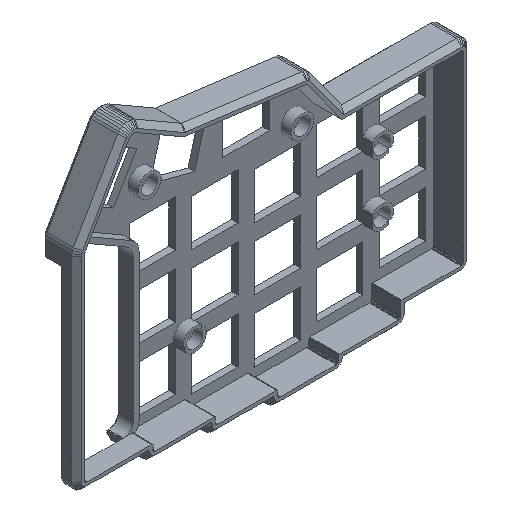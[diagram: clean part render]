
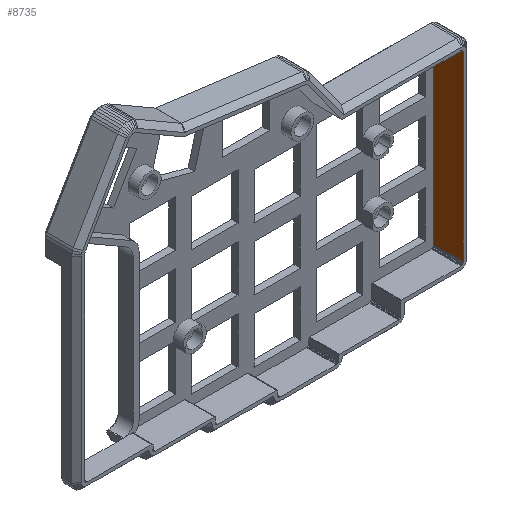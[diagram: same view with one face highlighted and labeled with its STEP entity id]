
A CAD part, isometric view. The second image highlights one B-rep face of the part: STEP entity #8735.
In plain terms, the highlighted planar face has unit normal (-1, 0, 0).
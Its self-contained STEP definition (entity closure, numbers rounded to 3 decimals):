
#382=FACE_OUTER_BOUND('',#901,.T.);
#901=EDGE_LOOP('',(#6936,#6937,#6938,#6939));
#1638=LINE('',#12803,#2835);
#1872=LINE('',#13319,#3069);
#1873=LINE('',#13322,#3070);
#1874=LINE('',#13323,#3071);
#2835=VECTOR('',#10312,10.);
#3069=VECTOR('',#10816,10.);
#3070=VECTOR('',#10819,10.);
#3071=VECTOR('',#10820,10.);
#3929=VERTEX_POINT('',#12800);
#3930=VERTEX_POINT('',#12802);
#4077=VERTEX_POINT('',#13317);
#4078=VERTEX_POINT('',#13321);
#4841=EDGE_CURVE('',#3929,#3930,#1638,.T.);
#5095=EDGE_CURVE('',#4077,#3930,#1872,.T.);
#5096=EDGE_CURVE('',#4078,#4077,#1873,.T.);
#5097=EDGE_CURVE('',#4078,#3929,#1874,.T.);
#6936=ORIENTED_EDGE('',*,*,#5096,.T.);
#6937=ORIENTED_EDGE('',*,*,#5095,.T.);
#6938=ORIENTED_EDGE('',*,*,#4841,.F.);
#6939=ORIENTED_EDGE('',*,*,#5097,.F.);
#8263=PLANE('',#9260);
#8735=ADVANCED_FACE('',(#382),#8263,.T.);
#9260=AXIS2_PLACEMENT_3D('',#13320,#10817,#10818);
#10312=DIRECTION('',(0.,0.,1.));
#10816=DIRECTION('',(0.,1.,0.));
#10817=DIRECTION('center_axis',(-1.,0.,0.));
#10818=DIRECTION('ref_axis',(0.,0.,1.));
#10819=DIRECTION('',(0.,0.,1.));
#10820=DIRECTION('',(0.,1.,0.));
#12800=CARTESIAN_POINT('',(145.3,9.,0.587));
#12802=CARTESIAN_POINT('',(145.3,9.,55.863));
#12803=CARTESIAN_POINT('',(145.3,9.,0.587));
#13317=CARTESIAN_POINT('',(145.3,0.,55.863));
#13319=CARTESIAN_POINT('',(145.3,0.,55.863));
#13320=CARTESIAN_POINT('Origin',(145.3,0.,0.587));
#13321=CARTESIAN_POINT('',(145.3,0.,0.587));
#13322=CARTESIAN_POINT('',(145.3,0.,19.693));
#13323=CARTESIAN_POINT('',(145.3,0.,0.587));
